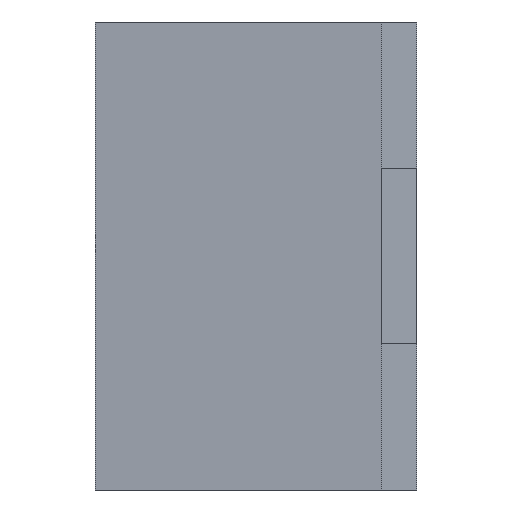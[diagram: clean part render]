
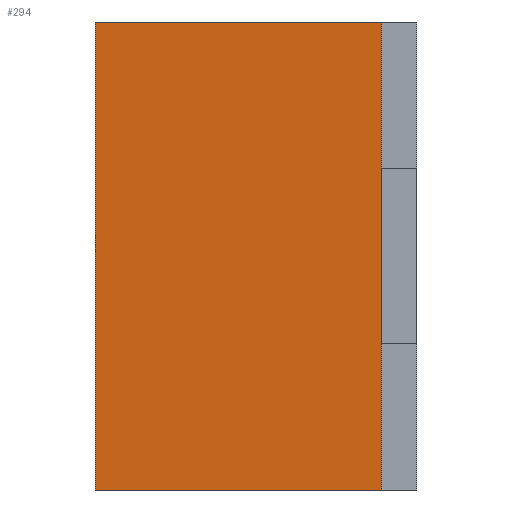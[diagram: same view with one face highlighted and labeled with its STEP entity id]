
A CAD part, left-side view. The second image highlights one B-rep face of the part: STEP entity #294.
In plain terms, the highlighted planar face has unit normal (-0.996, 0.087, 0).
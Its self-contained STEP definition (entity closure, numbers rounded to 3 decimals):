
#19 = LINE ( 'NONE', #254, #284 ) ;
#25 = LINE ( 'NONE', #209, #318 ) ;
#38 = CARTESIAN_POINT ( 'NONE',  ( -1.35, 0.12, 0.8 ) ) ;
#58 = VERTEX_POINT ( 'NONE', #298 ) ;
#62 = AXIS2_PLACEMENT_3D ( 'NONE', #444, #224, #403 ) ;
#83 = EDGE_CURVE ( 'NONE', #58, #122, #496, .T. ) ;
#87 = VECTOR ( 'NONE', #348, 1000. ) ;
#90 = ORIENTED_EDGE ( 'NONE', *, *, #83, .T. ) ;
#95 = VECTOR ( 'NONE', #439, 1000. ) ;
#110 = DIRECTION ( 'NONE',  ( -0.087, -0.996, 0. ) ) ;
#111 = VERTEX_POINT ( 'NONE', #38 ) ;
#122 = VERTEX_POINT ( 'NONE', #408 ) ;
#133 = VERTEX_POINT ( 'NONE', #268 ) ;
#146 = EDGE_CURVE ( 'NONE', #133, #122, #261, .T. ) ;
#209 = CARTESIAN_POINT ( 'NONE',  ( -1.35, 0.12, 0. ) ) ;
#217 = ORIENTED_EDGE ( 'NONE', *, *, #532, .F. ) ;
#224 = DIRECTION ( 'NONE',  ( 0.996, -0.087, 0. ) ) ;
#254 = CARTESIAN_POINT ( 'NONE',  ( -1.273, 1., 0.8 ) ) ;
#259 = CARTESIAN_POINT ( 'NONE',  ( -1.35, 0.12, -0.8 ) ) ;
#261 = LINE ( 'NONE', #259, #95 ) ;
#268 = CARTESIAN_POINT ( 'NONE',  ( -1.35, 0.12, -0.8 ) ) ;
#284 = VECTOR ( 'NONE', #110, 1000. ) ;
#289 = DIRECTION ( 'NONE',  ( 0., 0., -1. ) ) ;
#294 = ADVANCED_FACE ( 'NONE', ( #494 ), #307, .F. ) ;
#298 = CARTESIAN_POINT ( 'NONE',  ( -1.264, 1.1, 0.8 ) ) ;
#307 = PLANE ( 'NONE',  #62 ) ;
#313 = CARTESIAN_POINT ( 'NONE',  ( -1.264, 1.1, 0.8 ) ) ;
#318 = VECTOR ( 'NONE', #289, 1000. ) ;
#325 = EDGE_LOOP ( 'NONE', ( #447, #90, #506, #217 ) ) ;
#348 = DIRECTION ( 'NONE',  ( 0., 0., -1. ) ) ;
#403 = DIRECTION ( 'NONE',  ( -0.087, -0.996, 0. ) ) ;
#408 = CARTESIAN_POINT ( 'NONE',  ( -1.264, 1.1, -0.8 ) ) ;
#439 = DIRECTION ( 'NONE',  ( 0.087, 0.996, 0. ) ) ;
#444 = CARTESIAN_POINT ( 'NONE',  ( -1.35, 0.12, 0. ) ) ;
#447 = ORIENTED_EDGE ( 'NONE', *, *, #560, .F. ) ;
#494 = FACE_OUTER_BOUND ( 'NONE', #325, .T. ) ;
#496 = LINE ( 'NONE', #313, #87 ) ;
#506 = ORIENTED_EDGE ( 'NONE', *, *, #146, .F. ) ;
#532 = EDGE_CURVE ( 'NONE', #111, #133, #25, .T. ) ;
#560 = EDGE_CURVE ( 'NONE', #58, #111, #19, .T. ) ;
